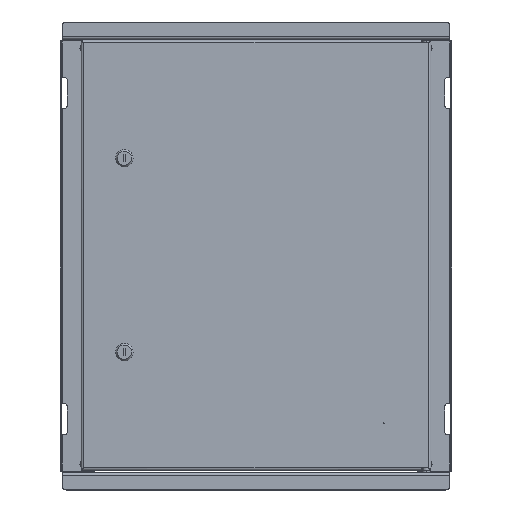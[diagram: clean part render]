
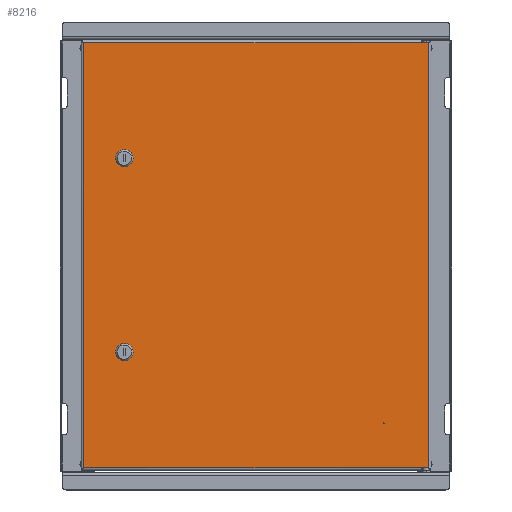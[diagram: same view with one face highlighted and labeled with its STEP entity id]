
A CAD part, top view. The second image highlights one B-rep face of the part: STEP entity #8216.
In plain terms, the highlighted planar face has unit normal (0, 0, 1).
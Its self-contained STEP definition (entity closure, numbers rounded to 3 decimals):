
#166 = LINE ( 'NONE', #260, #12509 ) ;
#233 = DIRECTION ( 'NONE',  ( 1., 0., 0. ) ) ;
#244 = VECTOR ( 'NONE', #4229, 1000. ) ;
#260 = CARTESIAN_POINT ( 'NONE',  ( -218.9, 271.788, 0. ) ) ;
#340 = VERTEX_POINT ( 'NONE', #16022 ) ;
#653 = DIRECTION ( 'NONE',  ( -1., 0., 0. ) ) ;
#750 = VERTEX_POINT ( 'NONE', #6495 ) ;
#837 = CARTESIAN_POINT ( 'NONE',  ( -158.75, 118.29, 0. ) ) ;
#1027 = DIRECTION ( 'NONE',  ( 1., 0., 0. ) ) ;
#1030 = CARTESIAN_POINT ( 'NONE',  ( -175.25, 118.29, 0. ) ) ;
#1048 = EDGE_CURVE ( 'NONE', #15714, #12514, #5772, .T. ) ;
#1110 = DIRECTION ( 'NONE',  ( 0., 0., 1. ) ) ;
#1181 = DIRECTION ( 'NONE',  ( 0., 0., -1. ) ) ;
#1255 = EDGE_CURVE ( 'NONE', #7098, #2242, #5883, .T. ) ;
#1554 = DIRECTION ( 'NONE',  ( 1., 0., 0. ) ) ;
#1558 = DIRECTION ( 'NONE',  ( 0., -1., 0. ) ) ;
#1873 = CIRCLE ( 'NONE', #4071, 0.5 ) ;
#1945 = EDGE_LOOP ( 'NONE', ( #9459, #16927, #13535, #4906 ) ) ;
#2001 = CARTESIAN_POINT ( 'NONE',  ( 218.9, -269.9, 0. ) ) ;
#2129 = AXIS2_PLACEMENT_3D ( 'NONE', #5062, #1110, #13071 ) ;
#2230 = AXIS2_PLACEMENT_3D ( 'NONE', #3620, #1181, #3534 ) ;
#2242 = VERTEX_POINT ( 'NONE', #9296 ) ;
#2317 = CARTESIAN_POINT ( 'NONE',  ( -158.75, 118.29, 0. ) ) ;
#2403 = VECTOR ( 'NONE', #11038, 1000. ) ;
#2514 = ORIENTED_EDGE ( 'NONE', *, *, #16165, .T. ) ;
#2533 = DIRECTION ( 'NONE',  ( 1., 0., 0. ) ) ;
#2653 = FACE_BOUND ( 'NONE', #11035, .T. ) ;
#2856 = VECTOR ( 'NONE', #7355, 1000. ) ;
#2892 = CARTESIAN_POINT ( 'NONE',  ( -175.25, -118.29, 0. ) ) ;
#3109 = EDGE_CURVE ( 'NONE', #10063, #7163, #12216, .T. ) ;
#3319 = AXIS2_PLACEMENT_3D ( 'NONE', #3558, #15231, #8842 ) ;
#3534 = DIRECTION ( 'NONE',  ( 1., 0., 0. ) ) ;
#3557 = CARTESIAN_POINT ( 'NONE',  ( 162., -213., 0. ) ) ;
#3558 = CARTESIAN_POINT ( 'NONE',  ( -167., 123., 0. ) ) ;
#3614 = ORIENTED_EDGE ( 'NONE', *, *, #11882, .F. ) ;
#3620 = CARTESIAN_POINT ( 'NONE',  ( -167., -123., 0. ) ) ;
#3707 = EDGE_CURVE ( 'NONE', #10967, #750, #166, .T. ) ;
#3959 = FACE_BOUND ( 'NONE', #17175, .T. ) ;
#4071 = AXIS2_PLACEMENT_3D ( 'NONE', #9672, #8195, #1554 ) ;
#4229 = DIRECTION ( 'NONE',  ( 1., 0., 0. ) ) ;
#4245 = ORIENTED_EDGE ( 'NONE', *, *, #14709, .T. ) ;
#4366 = EDGE_CURVE ( 'NONE', #10311, #7098, #16219, .T. ) ;
#4522 = EDGE_CURVE ( 'NONE', #12514, #5043, #14243, .T. ) ;
#4728 = CARTESIAN_POINT ( 'NONE',  ( -158.75, -118.29, 0. ) ) ;
#4736 = CARTESIAN_POINT ( 'NONE',  ( -175.25, 118.29, 0. ) ) ;
#4755 = CARTESIAN_POINT ( 'NONE',  ( 220.788, 269.9, 0. ) ) ;
#4906 = ORIENTED_EDGE ( 'NONE', *, *, #6494, .F. ) ;
#5043 = VERTEX_POINT ( 'NONE', #8685 ) ;
#5062 = CARTESIAN_POINT ( 'NONE',  ( 0., 0., 0. ) ) ;
#5196 = CIRCLE ( 'NONE', #12424, 0.5 ) ;
#5315 = VECTOR ( 'NONE', #7612, 1000. ) ;
#5356 = VERTEX_POINT ( 'NONE', #11896 ) ;
#5772 = CIRCLE ( 'NONE', #3319, 9.5 ) ;
#5828 = ORIENTED_EDGE ( 'NONE', *, *, #13328, .T. ) ;
#5855 = LINE ( 'NONE', #4728, #7386 ) ;
#5883 = LINE ( 'NONE', #4755, #13861 ) ;
#5899 = EDGE_CURVE ( 'NONE', #5043, #8224, #15622, .T. ) ;
#6170 = ORIENTED_EDGE ( 'NONE', *, *, #15845, .T. ) ;
#6494 = EDGE_CURVE ( 'NONE', #8224, #15714, #16889, .T. ) ;
#6495 = CARTESIAN_POINT ( 'NONE',  ( -218.9, -269.9, 0. ) ) ;
#6531 = FACE_OUTER_BOUND ( 'NONE', #7295, .T. ) ;
#6590 = CARTESIAN_POINT ( 'NONE',  ( -167., -123., 0. ) ) ;
#6863 = CARTESIAN_POINT ( 'NONE',  ( -175.25, -118.29, 0. ) ) ;
#7098 = VERTEX_POINT ( 'NONE', #8367 ) ;
#7163 = VERTEX_POINT ( 'NONE', #14411 ) ;
#7255 = CARTESIAN_POINT ( 'NONE',  ( -220.788, -269.9, 0. ) ) ;
#7295 = EDGE_LOOP ( 'NONE', ( #10913, #5828, #10808, #16847, #15631, #2514 ) ) ;
#7355 = DIRECTION ( 'NONE',  ( 0., -1., 0. ) ) ;
#7386 = VECTOR ( 'NONE', #15212, 1000. ) ;
#7474 = VERTEX_POINT ( 'NONE', #11285 ) ;
#7549 = VERTEX_POINT ( 'NONE', #8943 ) ;
#7612 = DIRECTION ( 'NONE',  ( 0., 1., 0. ) ) ;
#8127 = EDGE_CURVE ( 'NONE', #340, #10311, #12906, .T. ) ;
#8195 = DIRECTION ( 'NONE',  ( 0., 0., 1. ) ) ;
#8216 = ADVANCED_FACE ( 'NONE', ( #3959, #14668, #6531, #2653 ), #14312, .T. ) ;
#8224 = VERTEX_POINT ( 'NONE', #9155 ) ;
#8367 = CARTESIAN_POINT ( 'NONE',  ( 218.9, 269.9, 0. ) ) ;
#8530 = LINE ( 'NONE', #13846, #9204 ) ;
#8685 = CARTESIAN_POINT ( 'NONE',  ( -158.75, 127.71, 0. ) ) ;
#8842 = DIRECTION ( 'NONE',  ( 1., 0., 0. ) ) ;
#8943 = CARTESIAN_POINT ( 'NONE',  ( 161.5, -213., 0. ) ) ;
#9155 = CARTESIAN_POINT ( 'NONE',  ( -175.25, 127.71, 0. ) ) ;
#9204 = VECTOR ( 'NONE', #653, 1000. ) ;
#9296 = CARTESIAN_POINT ( 'NONE',  ( 210., 269.9, 0. ) ) ;
#9338 = LINE ( 'NONE', #12034, #244 ) ;
#9458 = VECTOR ( 'NONE', #10646, 1000. ) ;
#9459 = ORIENTED_EDGE ( 'NONE', *, *, #5899, .F. ) ;
#9586 = AXIS2_PLACEMENT_3D ( 'NONE', #6590, #14467, #2533 ) ;
#9672 = CARTESIAN_POINT ( 'NONE',  ( 162., -213., 0. ) ) ;
#10031 = DIRECTION ( 'NONE',  ( -1., 0., 0. ) ) ;
#10063 = VERTEX_POINT ( 'NONE', #12059 ) ;
#10311 = VERTEX_POINT ( 'NONE', #2001 ) ;
#10646 = DIRECTION ( 'NONE',  ( 0., 1., 0. ) ) ;
#10808 = ORIENTED_EDGE ( 'NONE', *, *, #8127, .T. ) ;
#10913 = ORIENTED_EDGE ( 'NONE', *, *, #3707, .T. ) ;
#10967 = VERTEX_POINT ( 'NONE', #16078 ) ;
#11035 = EDGE_LOOP ( 'NONE', ( #4245, #14864, #6170, #15032 ) ) ;
#11038 = DIRECTION ( 'NONE',  ( 0., 1., 0. ) ) ;
#11281 = VECTOR ( 'NONE', #1027, 1000. ) ;
#11285 = CARTESIAN_POINT ( 'NONE',  ( 162.5, -213., 0. ) ) ;
#11334 = EDGE_CURVE ( 'NONE', #14886, #5356, #16873, .T. ) ;
#11882 = EDGE_CURVE ( 'NONE', #7549, #7474, #1873, .T. ) ;
#11896 = CARTESIAN_POINT ( 'NONE',  ( -158.75, -118.29, 0. ) ) ;
#12034 = CARTESIAN_POINT ( 'NONE',  ( -220.788, -269.9, 0. ) ) ;
#12059 = CARTESIAN_POINT ( 'NONE',  ( -158.75, -127.71, 0. ) ) ;
#12095 = DIRECTION ( 'NONE',  ( 0., 0., 1. ) ) ;
#12216 = CIRCLE ( 'NONE', #2230, 9.5 ) ;
#12424 = AXIS2_PLACEMENT_3D ( 'NONE', #3557, #17138, #15722 ) ;
#12509 = VECTOR ( 'NONE', #1558, 1000. ) ;
#12514 = VERTEX_POINT ( 'NONE', #837 ) ;
#12804 = AXIS2_PLACEMENT_3D ( 'NONE', #14660, #12095, #233 ) ;
#12906 = LINE ( 'NONE', #7255, #11281 ) ;
#13071 = DIRECTION ( 'NONE',  ( 1., 0., 0. ) ) ;
#13109 = CARTESIAN_POINT ( 'NONE',  ( 218.9, -271.788, 0. ) ) ;
#13249 = EDGE_CURVE ( 'NONE', #7474, #7549, #5196, .T. ) ;
#13328 = EDGE_CURVE ( 'NONE', #750, #340, #9338, .T. ) ;
#13535 = ORIENTED_EDGE ( 'NONE', *, *, #1048, .F. ) ;
#13846 = CARTESIAN_POINT ( 'NONE',  ( 220.788, 269.9, 0. ) ) ;
#13861 = VECTOR ( 'NONE', #10031, 1000. ) ;
#14243 = LINE ( 'NONE', #2317, #5315 ) ;
#14312 = PLANE ( 'NONE',  #2129 ) ;
#14411 = CARTESIAN_POINT ( 'NONE',  ( -175.25, -127.71, 0. ) ) ;
#14467 = DIRECTION ( 'NONE',  ( 0., 0., -1. ) ) ;
#14660 = CARTESIAN_POINT ( 'NONE',  ( -167., 123., 0. ) ) ;
#14668 = FACE_BOUND ( 'NONE', #1945, .T. ) ;
#14709 = EDGE_CURVE ( 'NONE', #5356, #10063, #5855, .T. ) ;
#14864 = ORIENTED_EDGE ( 'NONE', *, *, #3109, .T. ) ;
#14886 = VERTEX_POINT ( 'NONE', #6863 ) ;
#15032 = ORIENTED_EDGE ( 'NONE', *, *, #11334, .T. ) ;
#15212 = DIRECTION ( 'NONE',  ( 0., -1., 0. ) ) ;
#15231 = DIRECTION ( 'NONE',  ( 0., 0., 1. ) ) ;
#15622 = CIRCLE ( 'NONE', #12804, 9.5 ) ;
#15631 = ORIENTED_EDGE ( 'NONE', *, *, #1255, .T. ) ;
#15714 = VERTEX_POINT ( 'NONE', #4736 ) ;
#15722 = DIRECTION ( 'NONE',  ( 1., 0., 0. ) ) ;
#15845 = EDGE_CURVE ( 'NONE', #7163, #14886, #16243, .T. ) ;
#16022 = CARTESIAN_POINT ( 'NONE',  ( 210., -269.9, 0. ) ) ;
#16078 = CARTESIAN_POINT ( 'NONE',  ( -218.9, 269.9, 0. ) ) ;
#16165 = EDGE_CURVE ( 'NONE', #2242, #10967, #8530, .T. ) ;
#16219 = LINE ( 'NONE', #13109, #9458 ) ;
#16243 = LINE ( 'NONE', #2892, #2403 ) ;
#16772 = ORIENTED_EDGE ( 'NONE', *, *, #13249, .F. ) ;
#16847 = ORIENTED_EDGE ( 'NONE', *, *, #4366, .T. ) ;
#16873 = CIRCLE ( 'NONE', #9586, 9.5 ) ;
#16889 = LINE ( 'NONE', #1030, #2856 ) ;
#16927 = ORIENTED_EDGE ( 'NONE', *, *, #4522, .F. ) ;
#17138 = DIRECTION ( 'NONE',  ( 0., 0., 1. ) ) ;
#17175 = EDGE_LOOP ( 'NONE', ( #3614, #16772 ) ) ;
